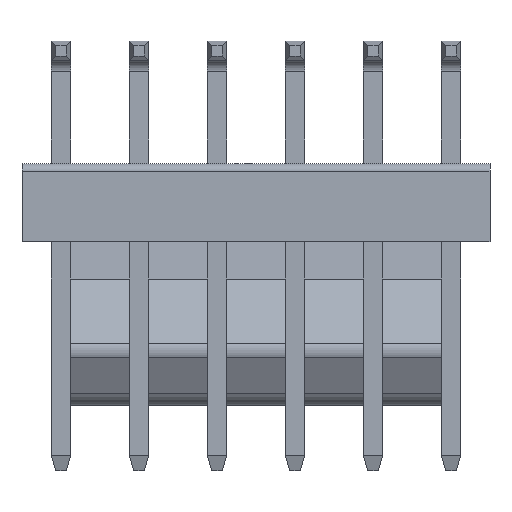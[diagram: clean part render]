
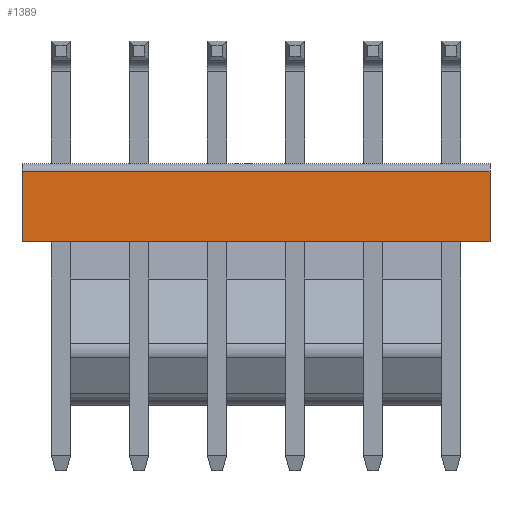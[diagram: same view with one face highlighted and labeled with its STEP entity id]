
A CAD part, left-side view. The second image highlights one B-rep face of the part: STEP entity #1389.
In plain terms, the highlighted planar face has unit normal (-1, 0, 0).
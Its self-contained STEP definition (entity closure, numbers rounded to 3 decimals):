
#1325=CARTESIAN_POINT('',(-2.85,0.,1.02));
#1326=VERTEX_POINT('',#1325);
#1334=CARTESIAN_POINT('',(-2.85,0.,-1.27));
#1335=VERTEX_POINT('',#1334);
#1336=CARTESIAN_POINT('',(-2.85,0.,1.02));
#1337=DIRECTION('',(0.,0.,-1.));
#1338=VECTOR('',#1337,2.29);
#1339=LINE('',#1336,#1338);
#1340=EDGE_CURVE('',#1326,#1335,#1339,.T.);
#1359=CARTESIAN_POINT('',(-2.85,7.62,-0.125));
#1360=DIRECTION('',(0.,0.,1.));
#1361=DIRECTION('',(-1.,0.,0.));
#1362=AXIS2_PLACEMENT_3D('',#1359,#1361,#1360);
#1363=PLANE('',#1362);
#1364=CARTESIAN_POINT('',(-2.85,15.24,1.02));
#1365=VERTEX_POINT('',#1364);
#1366=CARTESIAN_POINT('',(-2.85,0.,1.02));
#1367=DIRECTION('',(0.,1.,0.));
#1368=VECTOR('',#1367,15.24);
#1369=LINE('',#1366,#1368);
#1370=EDGE_CURVE('',#1326,#1365,#1369,.T.);
#1371=ORIENTED_EDGE('',*,*,#1370,.T.);
#1372=CARTESIAN_POINT('',(-2.85,15.24,-1.27));
#1373=VERTEX_POINT('',#1372);
#1374=CARTESIAN_POINT('',(-2.85,15.24,1.02));
#1375=DIRECTION('',(0.,0.,-1.));
#1376=VECTOR('',#1375,2.29);
#1377=LINE('',#1374,#1376);
#1378=EDGE_CURVE('',#1365,#1373,#1377,.T.);
#1379=ORIENTED_EDGE('',*,*,#1378,.T.);
#1380=CARTESIAN_POINT('',(-2.85,0.,-1.27));
#1381=DIRECTION('',(0.,1.,0.));
#1382=VECTOR('',#1381,15.24);
#1383=LINE('',#1380,#1382);
#1384=EDGE_CURVE('',#1335,#1373,#1383,.T.);
#1385=ORIENTED_EDGE('',*,*,#1384,.F.);
#1386=ORIENTED_EDGE('',*,*,#1340,.F.);
#1387=EDGE_LOOP('',(#1371,#1379,#1385,#1386));
#1388=FACE_OUTER_BOUND('',#1387,.T.);
#1389=ADVANCED_FACE('',(#1388),#1363,.T.);
